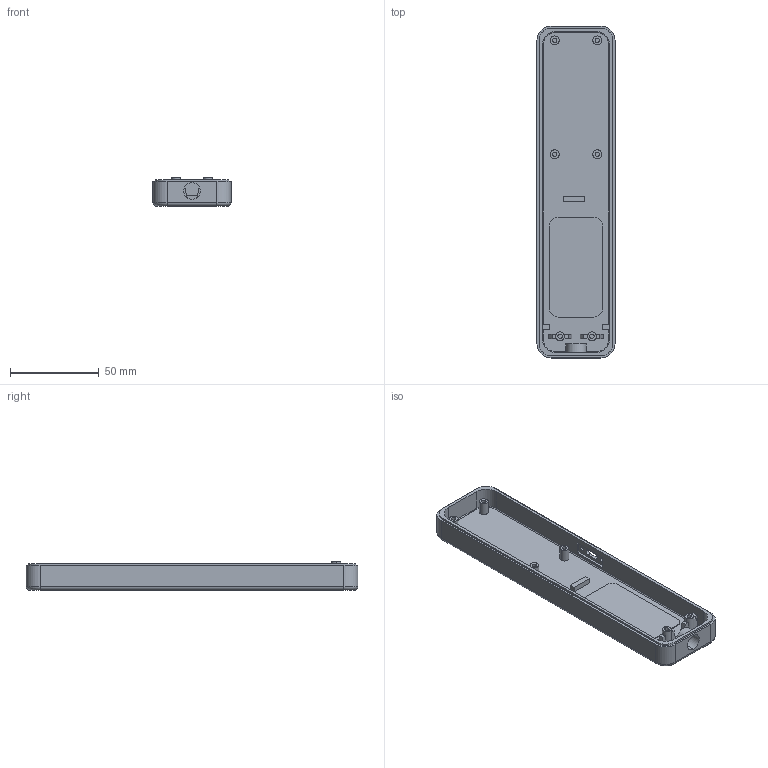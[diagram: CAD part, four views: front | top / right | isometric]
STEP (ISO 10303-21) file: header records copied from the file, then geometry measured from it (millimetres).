
FILE_DESCRIPTION (( 'STEP AP203' ), '1' );
FILE_NAME ('Base V2.STEP', '2024-12-21T18:56:00', ( '' ), ( '' ), 'SwSTEP 2.0', 'SolidWorks 2023', '' );
FILE_SCHEMA (( 'CONFIG_CONTROL_DESIGN' ));
Length unit declared in the file: millimetre
Products named in the file (1): Base V2
Bounding box: 44 x 187.26 x 16 mm (x, y, z)
Volume: 41822 mm3; surface area: 29829.5 mm2
Topology: 1 solids, 1 shells, 139 faces, 344 edges, 224 vertices
Faces by surface type: plane 70, cylinder 57, torus 8, cone 4
Entity records: 4257 total; most frequent: DIRECTION 758, CARTESIAN_POINT 730, ORIENTED_EDGE 688, EDGE_CURVE 344, AXIS2_PLACEMENT_3D 276, VERTEX_POINT 224, LINE 206, VECTOR 206
